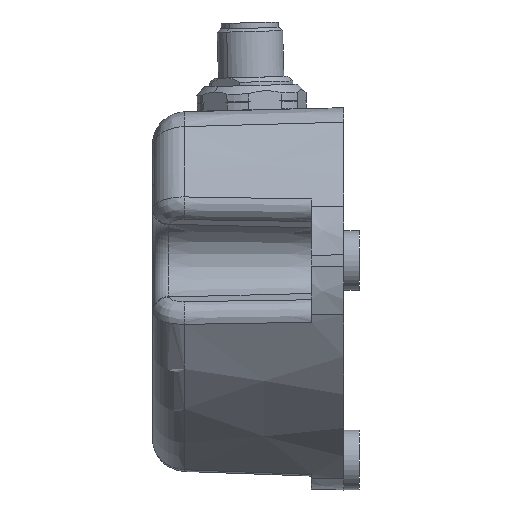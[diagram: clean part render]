
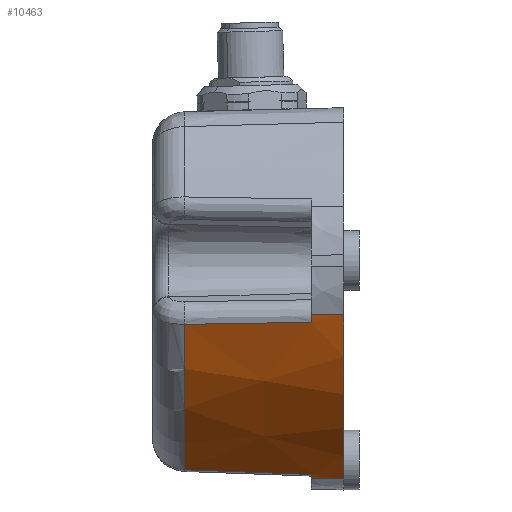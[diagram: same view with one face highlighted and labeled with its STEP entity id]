
A CAD part, left-side view. The second image highlights one B-rep face of the part: STEP entity #10463.
In plain terms, the highlighted conical face has half-angle 1.5 degrees and reference radius 60 mm.
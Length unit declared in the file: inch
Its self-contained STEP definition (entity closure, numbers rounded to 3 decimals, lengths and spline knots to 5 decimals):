
#202 = CARTESIAN_POINT ( 'NONE',  ( -1.50769, 1.14792, -0.45917 ) ) ;
#239 = DIRECTION ( 'NONE',  ( 1., 0., 0. ) ) ;
#441 = CONICAL_SURFACE ( 'NONE', #8320, 2.3622, 0.026 ) ;
#576 = CARTESIAN_POINT ( 'NONE',  ( -0.45917, 1.14792, -1.50769 ) ) ;
#583 = CARTESIAN_POINT ( 'NONE',  ( -1.51897, 0.84477, -0.45433 ) ) ;
#878 = CARTESIAN_POINT ( 'NONE',  ( -0.4445, 0.23228, -1.54159 ) ) ;
#1307 = AXIS2_PLACEMENT_3D ( 'NONE', #4529, #1531, #10772 ) ;
#1452 = VERTEX_POINT ( 'NONE', #878 ) ;
#1531 = DIRECTION ( 'NONE',  ( 0., -1., 0. ) ) ;
#1678 = CARTESIAN_POINT ( 'NONE',  ( 0.58009, 0., 0.58009 ) ) ;
#2061 = ORIENTED_EDGE ( 'NONE', *, *, #8788, .T. ) ;
#2282 = B_SPLINE_CURVE_WITH_KNOTS ( 'NONE', 3,
 ( #10215, #9217, #9284, #5287 ),
 .UNSPECIFIED., .F., .F.,
 ( 4, 4 ),
 ( 0., 1. ),
 .UNSPECIFIED. ) ;
#2597 = EDGE_CURVE ( 'NONE', #11406, #7720, #9008, .T. ) ;
#2692 = DIRECTION ( 'NONE',  ( 0., 0., -1. ) ) ;
#2733 = CARTESIAN_POINT ( 'NONE',  ( -0.4445, 0.23228, -1.54159 ) ) ;
#2746 = ORIENTED_EDGE ( 'NONE', *, *, #7998, .T. ) ;
#3366 = CARTESIAN_POINT ( 'NONE',  ( -1.54159, 0.23228, -0.4445 ) ) ;
#3686 = CARTESIAN_POINT ( 'NONE',  ( 0.58009, 0., 0.58009 ) ) ;
#3721 = CARTESIAN_POINT ( 'NONE',  ( -1.54159, 0.23228, -0.4445 ) ) ;
#3727 = ORIENTED_EDGE ( 'NONE', *, *, #2597, .T. ) ;
#3788 = ORIENTED_EDGE ( 'NONE', *, *, #10091, .T. ) ;
#3944 = VERTEX_POINT ( 'NONE', #8886 ) ;
#3956 = DIRECTION ( 'NONE',  ( 0., -1., 0. ) ) ;
#4022 = ORIENTED_EDGE ( 'NONE', *, *, #9315, .T. ) ;
#4042 = AXIS2_PLACEMENT_3D ( 'NONE', #4961, #3956, #5810 ) ;
#4107 = EDGE_CURVE ( 'NONE', #7720, #10709, #5578, .T. ) ;
#4477 = CIRCLE ( 'NONE', #4042, 2.35612 ) ;
#4529 = CARTESIAN_POINT ( 'NONE',  ( 0.58009, 0.23228, 0.58009 ) ) ;
#4637 = CIRCLE ( 'NONE', #7829, 2.3622 ) ;
#4741 = DIRECTION ( 'NONE',  ( 0., 0., -1. ) ) ;
#4961 = CARTESIAN_POINT ( 'NONE',  ( 0.58009, 0.23228, 0.58009 ) ) ;
#4968 = CARTESIAN_POINT ( 'NONE',  ( 0.58009, 1.14792, 0.58009 ) ) ;
#5287 = CARTESIAN_POINT ( 'NONE',  ( -1.57328, 0., -0.39099 ) ) ;
#5407 = B_SPLINE_CURVE_WITH_KNOTS ( 'NONE', 3,
 ( #10388, #11326, #10188, #6104 ),
 .UNSPECIFIED., .F., .F.,
 ( 4, 4 ),
 ( 0., 1. ),
 .UNSPECIFIED. ) ;
#5506 = DIRECTION ( 'NONE',  ( 0., 1., 0. ) ) ;
#5578 = CIRCLE ( 'NONE', #8754, 2.33215 ) ;
#5810 = DIRECTION ( 'NONE',  ( 0., 0., -1. ) ) ;
#6016 = DIRECTION ( 'NONE',  ( 0., -1., 0. ) ) ;
#6070 = VERTEX_POINT ( 'NONE', #7028 ) ;
#6104 = CARTESIAN_POINT ( 'NONE',  ( -0.39099, 0., -1.57328 ) ) ;
#6154 = CARTESIAN_POINT ( 'NONE',  ( -0.45917, 1.14792, -1.50769 ) ) ;
#6485 = EDGE_LOOP ( 'NONE', ( #2061, #11201, #3788, #3727, #11120, #2746, #6697, #4022 ) ) ;
#6697 = ORIENTED_EDGE ( 'NONE', *, *, #10612, .T. ) ;
#6909 = CARTESIAN_POINT ( 'NONE',  ( -1.53027, 0.53956, -0.44944 ) ) ;
#7028 = CARTESIAN_POINT ( 'NONE',  ( -1.57328, 0., -0.39099 ) ) ;
#7038 = CIRCLE ( 'NONE', #1307, 2.35612 ) ;
#7362 = EDGE_CURVE ( 'NONE', #9016, #6070, #2282, .T. ) ;
#7532 = VERTEX_POINT ( 'NONE', #8800 ) ;
#7720 = VERTEX_POINT ( 'NONE', #202 ) ;
#7748 = DIRECTION ( 'NONE',  ( 0., -1., 0. ) ) ;
#7780 = CARTESIAN_POINT ( 'NONE',  ( -1.50769, 1.14792, -0.45917 ) ) ;
#7829 = AXIS2_PLACEMENT_3D ( 'NONE', #1678, #5506, #4741 ) ;
#7998 = EDGE_CURVE ( 'NONE', #10709, #1452, #9061, .T. ) ;
#8320 = AXIS2_PLACEMENT_3D ( 'NONE', #3686, #7748, #2692 ) ;
#8341 = CARTESIAN_POINT ( 'NONE',  ( -1.56691, 0.23228, -0.39031 ) ) ;
#8746 = FACE_OUTER_BOUND ( 'NONE', #6485, .T. ) ;
#8754 = AXIS2_PLACEMENT_3D ( 'NONE', #4968, #6016, #239 ) ;
#8788 = EDGE_CURVE ( 'NONE', #3944, #6070, #4637, .T. ) ;
#8800 = CARTESIAN_POINT ( 'NONE',  ( -0.39031, 0.23228, -1.56691 ) ) ;
#8886 = CARTESIAN_POINT ( 'NONE',  ( -0.39099, 0., -1.57328 ) ) ;
#9008 = B_SPLINE_CURVE_WITH_KNOTS ( 'NONE', 3,
 ( #3721, #6909, #583, #7780 ),
 .UNSPECIFIED., .F., .F.,
 ( 4, 4 ),
 ( 0., 1. ),
 .UNSPECIFIED. ) ;
#9016 = VERTEX_POINT ( 'NONE', #8341 ) ;
#9061 = B_SPLINE_CURVE_WITH_KNOTS ( 'NONE', 3,
 ( #6154, #11304, #10237, #2733 ),
 .UNSPECIFIED., .F., .F.,
 ( 4, 4 ),
 ( 0., 1. ),
 .UNSPECIFIED. ) ;
#9217 = CARTESIAN_POINT ( 'NONE',  ( -1.56904, 0.15486, -0.39054 ) ) ;
#9284 = CARTESIAN_POINT ( 'NONE',  ( -1.57116, 0.07743, -0.39076 ) ) ;
#9315 = EDGE_CURVE ( 'NONE', #7532, #3944, #5407, .T. ) ;
#10091 = EDGE_CURVE ( 'NONE', #9016, #11406, #4477, .T. ) ;
#10188 = CARTESIAN_POINT ( 'NONE',  ( -0.39077, 0.07743, -1.57116 ) ) ;
#10215 = CARTESIAN_POINT ( 'NONE',  ( -1.56691, 0.23228, -0.39031 ) ) ;
#10237 = CARTESIAN_POINT ( 'NONE',  ( -0.44944, 0.53956, -1.53027 ) ) ;
#10388 = CARTESIAN_POINT ( 'NONE',  ( -0.39031, 0.23228, -1.56691 ) ) ;
#10463 = ADVANCED_FACE ( 'NONE', ( #8746 ), #441, .T. ) ;
#10612 = EDGE_CURVE ( 'NONE', #1452, #7532, #7038, .T. ) ;
#10709 = VERTEX_POINT ( 'NONE', #576 ) ;
#10772 = DIRECTION ( 'NONE',  ( 0., 0., -1. ) ) ;
#11120 = ORIENTED_EDGE ( 'NONE', *, *, #4107, .T. ) ;
#11201 = ORIENTED_EDGE ( 'NONE', *, *, #7362, .F. ) ;
#11304 = CARTESIAN_POINT ( 'NONE',  ( -0.45433, 0.84477, -1.51897 ) ) ;
#11326 = CARTESIAN_POINT ( 'NONE',  ( -0.39054, 0.15486, -1.56904 ) ) ;
#11406 = VERTEX_POINT ( 'NONE', #3366 ) ;
